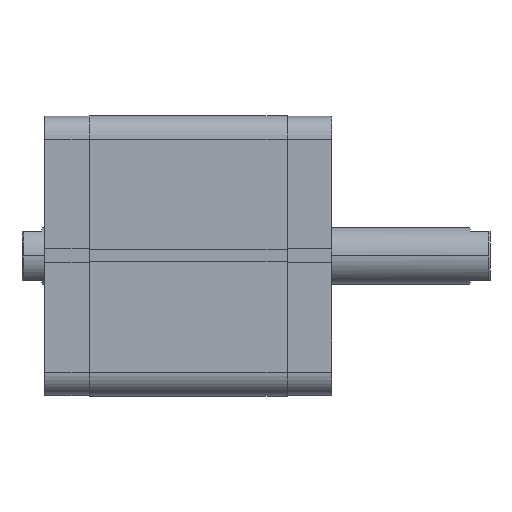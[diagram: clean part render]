
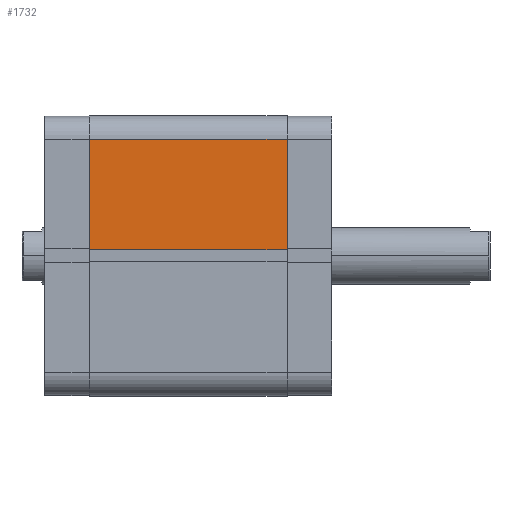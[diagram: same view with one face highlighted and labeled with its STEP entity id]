
A CAD part, top view. The second image highlights one B-rep face of the part: STEP entity #1732.
In plain terms, the highlighted face is planar.
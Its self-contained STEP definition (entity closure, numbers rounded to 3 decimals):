
#633 = EDGE_LOOP ( 'NONE', ( #816, #814, #844, #809 ) ) ;
#809 = ORIENTED_EDGE ( 'NONE', *, *, #1869, .T. ) ;
#814 = ORIENTED_EDGE ( 'NONE', *, *, #1873, .F. ) ;
#816 = ORIENTED_EDGE ( 'NONE', *, *, #1874, .F. ) ;
#844 = ORIENTED_EDGE ( 'NONE', *, *, #1864, .T. ) ;
#1190 = VERTEX_POINT ( 'NONE', #4836 ) ;
#1226 = VERTEX_POINT ( 'NONE', #4872 ) ;
#1269 = VERTEX_POINT ( 'NONE', #4915 ) ;
#1272 = VERTEX_POINT ( 'NONE', #4918 ) ;
#1732 = ADVANCED_FACE ( 'NONE', ( #5564 ), #6623, .T. ) ;
#1864 = EDGE_CURVE ( 'NONE', #1190, #1226, #5827, .T. ) ;
#1869 = EDGE_CURVE ( 'NONE', #1226, #1269, #5832, .T. ) ;
#1873 = EDGE_CURVE ( 'NONE', #1190, #1272, #5839, .T. ) ;
#1874 = EDGE_CURVE ( 'NONE', #1272, #1269, #5845, .T. ) ;
#2224 = AXIS2_PLACEMENT_3D ( 'NONE', #6626, #6641, #6642 ) ;
#4836 = CARTESIAN_POINT ( 'NONE',  ( -2.6, 62., -87.5 ) ) ;
#4872 = CARTESIAN_POINT ( 'NONE',  ( -51.5, 62., -87.5 ) ) ;
#4915 = CARTESIAN_POINT ( 'NONE',  ( -51.5, 62., 0. ) ) ;
#4918 = CARTESIAN_POINT ( 'NONE',  ( -2.6, 62., 0. ) ) ;
#5564 = FACE_OUTER_BOUND ( 'NONE', #633, .T. ) ;
#5827 = LINE ( 'NONE', #7104, #5828 ) ;
#5828 = VECTOR ( 'NONE', #7105, 1000. ) ;
#5832 = LINE ( 'NONE', #7103, #5836 ) ;
#5836 = VECTOR ( 'NONE', #7116, 1000. ) ;
#5839 = LINE ( 'NONE', #7112, #5843 ) ;
#5843 = VECTOR ( 'NONE', #7124, 1000. ) ;
#5845 = LINE ( 'NONE', #7125, #5846 ) ;
#5846 = VECTOR ( 'NONE', #7126, 1000. ) ;
#6623 = PLANE ( 'NONE',  #2224 ) ;
#6626 = CARTESIAN_POINT ( 'NONE',  ( -51.5, 62., -87.5 ) ) ;
#6641 = DIRECTION ( 'NONE',  ( 0., 1., 0. ) ) ;
#6642 = DIRECTION ( 'NONE',  ( 0., 0., 1. ) ) ;
#7103 = CARTESIAN_POINT ( 'NONE',  ( -51.5, 62., -87.5 ) ) ;
#7104 = CARTESIAN_POINT ( 'NONE',  ( -51.5, 62., -87.5 ) ) ;
#7105 = DIRECTION ( 'NONE',  ( -1., 0., 0. ) ) ;
#7112 = CARTESIAN_POINT ( 'NONE',  ( -2.6, 62., -87.5 ) ) ;
#7116 = DIRECTION ( 'NONE',  ( 0., 0., 1. ) ) ;
#7124 = DIRECTION ( 'NONE',  ( 0., 0., 1. ) ) ;
#7125 = CARTESIAN_POINT ( 'NONE',  ( -51.5, 62., 0. ) ) ;
#7126 = DIRECTION ( 'NONE',  ( -1., 0., 0. ) ) ;
